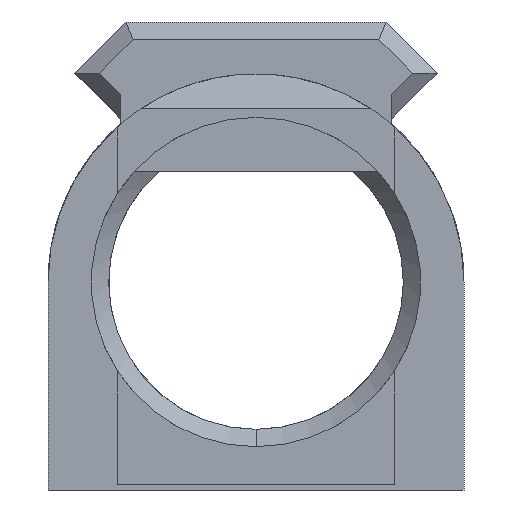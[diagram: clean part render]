
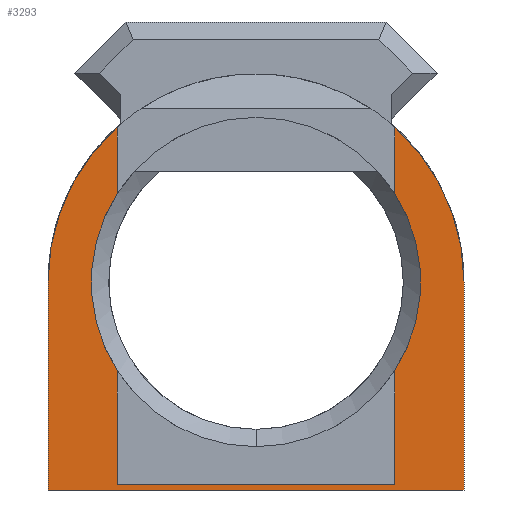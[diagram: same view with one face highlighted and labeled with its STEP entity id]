
A CAD part, front view. The second image highlights one B-rep face of the part: STEP entity #3293.
In plain terms, the highlighted planar face has unit normal (0, -1, 0).
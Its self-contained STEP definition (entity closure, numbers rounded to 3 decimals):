
#627=CARTESIAN_POINT('',(-88.,-116.946,5.123));
#628=VERTEX_POINT('',#627);
#635=CARTESIAN_POINT('',(-88.,-116.946,-5.123));
#636=VERTEX_POINT('',#635);
#637=CARTESIAN_POINT('',(-80.,-116.946,0.));
#638=DIRECTION('',(-0.,1.,-0.));
#639=DIRECTION('',(0.,0.,-1.));
#640=AXIS2_PLACEMENT_3D('',#637,#638,#639);
#641=CIRCLE('',#640,9.5);
#642=EDGE_CURVE('',#636,#628,#641,.T.);
#661=CARTESIAN_POINT('',(-72.,-116.946,-5.123));
#662=VERTEX_POINT('',#661);
#669=CARTESIAN_POINT('',(-72.,-116.946,5.123));
#670=VERTEX_POINT('',#669);
#671=CARTESIAN_POINT('',(-80.,-116.946,0.));
#672=DIRECTION('',(-0.,1.,-0.));
#673=DIRECTION('',(0.,0.,-1.));
#674=AXIS2_PLACEMENT_3D('',#671,#672,#673);
#675=CIRCLE('',#674,9.5);
#676=EDGE_CURVE('',#670,#662,#675,.T.);
#3147=CARTESIAN_POINT('',(-72.,-116.946,-11.7));
#3148=VERTEX_POINT('',#3147);
#3149=CARTESIAN_POINT('',(-88.,-116.946,-11.7));
#3150=VERTEX_POINT('',#3149);
#3151=CARTESIAN_POINT('',(-72.,-116.946,-11.7));
#3152=DIRECTION('',(-1.,0.,0.));
#3153=VECTOR('',#3152,16.);
#3154=LINE('',#3151,#3153);
#3155=EDGE_CURVE('',#3148,#3150,#3154,.T.);
#3215=CARTESIAN_POINT('',(-80.,-116.946,0.));
#3216=DIRECTION('',(0.,-1.,0.));
#3217=DIRECTION('',(0.,0.,-1.));
#3218=AXIS2_PLACEMENT_3D('',#3215,#3216,#3217);
#3219=PLANE('',#3218);
#3220=CARTESIAN_POINT('',(-68.,-116.946,-12.));
#3221=VERTEX_POINT('',#3220);
#3222=CARTESIAN_POINT('',(-92.,-116.946,-12.));
#3223=VERTEX_POINT('',#3222);
#3224=CARTESIAN_POINT('',(-68.,-116.946,-12.));
#3225=DIRECTION('',(-1.,0.,0.));
#3226=VECTOR('',#3225,24.);
#3227=LINE('',#3224,#3226);
#3228=EDGE_CURVE('',#3221,#3223,#3227,.T.);
#3229=ORIENTED_EDGE('',*,*,#3228,.F.);
#3230=CARTESIAN_POINT('',(-68.,-116.946,0.));
#3231=VERTEX_POINT('',#3230);
#3232=CARTESIAN_POINT('',(-68.,-116.946,0.));
#3233=DIRECTION('',(0.,0.,-1.));
#3234=VECTOR('',#3233,12.);
#3235=LINE('',#3232,#3234);
#3236=EDGE_CURVE('',#3231,#3221,#3235,.T.);
#3237=ORIENTED_EDGE('',*,*,#3236,.F.);
#3238=CARTESIAN_POINT('',(-72.,-116.946,8.944));
#3239=VERTEX_POINT('',#3238);
#3240=CARTESIAN_POINT('',(-80.,-116.946,0.));
#3241=DIRECTION('',(-0.,1.,-0.));
#3242=DIRECTION('',(0.,0.,-1.));
#3243=AXIS2_PLACEMENT_3D('',#3240,#3241,#3242);
#3244=CIRCLE('',#3243,12.);
#3245=EDGE_CURVE('',#3239,#3231,#3244,.T.);
#3246=ORIENTED_EDGE('',*,*,#3245,.F.);
#3247=CARTESIAN_POINT('',(-72.,-116.946,8.944));
#3248=DIRECTION('',(0.,0.,-1.));
#3249=VECTOR('',#3248,3.821);
#3250=LINE('',#3247,#3249);
#3251=EDGE_CURVE('',#3239,#670,#3250,.T.);
#3252=ORIENTED_EDGE('',*,*,#3251,.T.);
#3253=ORIENTED_EDGE('',*,*,#676,.T.);
#3254=CARTESIAN_POINT('',(-72.,-116.946,-5.123));
#3255=DIRECTION('',(0.,0.,-1.));
#3256=VECTOR('',#3255,6.577);
#3257=LINE('',#3254,#3256);
#3258=EDGE_CURVE('',#662,#3148,#3257,.T.);
#3259=ORIENTED_EDGE('',*,*,#3258,.T.);
#3260=ORIENTED_EDGE('',*,*,#3155,.T.);
#3261=CARTESIAN_POINT('',(-88.,-116.946,-11.7));
#3262=DIRECTION('',(0.,0.,1.));
#3263=VECTOR('',#3262,6.577);
#3264=LINE('',#3261,#3263);
#3265=EDGE_CURVE('',#3150,#636,#3264,.T.);
#3266=ORIENTED_EDGE('',*,*,#3265,.T.);
#3267=ORIENTED_EDGE('',*,*,#642,.T.);
#3268=CARTESIAN_POINT('',(-88.,-116.946,8.944));
#3269=VERTEX_POINT('',#3268);
#3270=CARTESIAN_POINT('',(-88.,-116.946,5.123));
#3271=DIRECTION('',(0.,0.,1.));
#3272=VECTOR('',#3271,3.821);
#3273=LINE('',#3270,#3272);
#3274=EDGE_CURVE('',#628,#3269,#3273,.T.);
#3275=ORIENTED_EDGE('',*,*,#3274,.T.);
#3276=CARTESIAN_POINT('',(-92.,-116.946,0.));
#3277=VERTEX_POINT('',#3276);
#3278=CARTESIAN_POINT('',(-80.,-116.946,0.));
#3279=DIRECTION('',(-0.,1.,-0.));
#3280=DIRECTION('',(0.,0.,-1.));
#3281=AXIS2_PLACEMENT_3D('',#3278,#3279,#3280);
#3282=CIRCLE('',#3281,12.);
#3283=EDGE_CURVE('',#3277,#3269,#3282,.T.);
#3284=ORIENTED_EDGE('',*,*,#3283,.F.);
#3285=CARTESIAN_POINT('',(-92.,-116.946,-12.));
#3286=DIRECTION('',(0.,0.,1.));
#3287=VECTOR('',#3286,12.);
#3288=LINE('',#3285,#3287);
#3289=EDGE_CURVE('',#3223,#3277,#3288,.T.);
#3290=ORIENTED_EDGE('',*,*,#3289,.F.);
#3291=EDGE_LOOP('',(#3229,#3237,#3246,#3252,#3253,#3259,#3260,#3266,#3267,#3275,#3284,#3290));
#3292=FACE_BOUND('',#3291,.T.);
#3293=ADVANCED_FACE('',(#3292),#3219,.T.);
